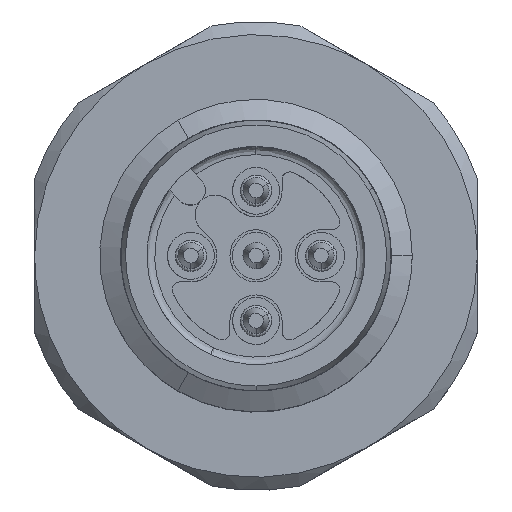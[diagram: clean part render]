
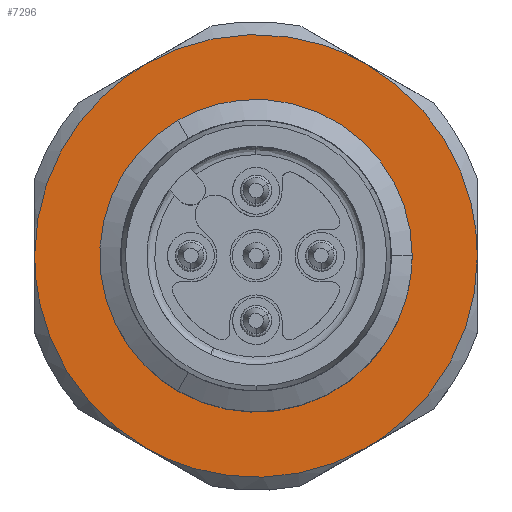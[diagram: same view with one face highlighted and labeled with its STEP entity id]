
A CAD part, top view. The second image highlights one B-rep face of the part: STEP entity #7296.
In plain terms, the highlighted planar face has unit normal (0, 0, 1).
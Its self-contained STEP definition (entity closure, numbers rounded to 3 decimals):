
#7185=AXIS2_PLACEMENT_3D('Plane Axis2P3D',#7182,#7183,#7184) ;
#7117=CARTESIAN_POINT('Vertex',(14.5,9.,27.35)) ;
#7123=CARTESIAN_POINT('Vertex',(5.5,3.804,27.35)) ;
#7127=CARTESIAN_POINT('Control Point',(5.5,3.804,27.35)) ;
#7128=CARTESIAN_POINT('Control Point',(14.5,-1.392,27.35)) ;
#7129=CARTESIAN_POINT('Control Point',(14.5,9.,27.35)) ;
#7148=CARTESIAN_POINT('Vertex',(5.5,14.196,27.35)) ;
#7152=CARTESIAN_POINT('Control Point',(14.5,9.,27.35)) ;
#7153=CARTESIAN_POINT('Control Point',(14.5,19.392,27.35)) ;
#7154=CARTESIAN_POINT('Control Point',(5.5,14.196,27.35)) ;
#7171=CARTESIAN_POINT('Control Point',(5.5,14.196,27.35)) ;
#7172=CARTESIAN_POINT('Control Point',(-3.5,9.,27.35)) ;
#7173=CARTESIAN_POINT('Control Point',(5.5,3.804,27.35)) ;
#7182=CARTESIAN_POINT('Axis2P3D Location',(21.272,12.422,27.35)) ;
#7188=CARTESIAN_POINT('Control Point',(12.75,1.639,27.35)) ;
#7189=CARTESIAN_POINT('Control Point',(12.003,1.208,27.35)) ;
#7190=CARTESIAN_POINT('Control Point',(11.202,0.871,27.35)) ;
#7191=CARTESIAN_POINT('Control Point',(10.367,0.641,27.35)) ;
#7192=CARTESIAN_POINT('Control Point',(8.623,0.392,27.35)) ;
#7193=CARTESIAN_POINT('Control Point',(6.929,0.579,27.35)) ;
#7194=CARTESIAN_POINT('Control Point',(6.096,0.783,27.35)) ;
#7195=CARTESIAN_POINT('Control Point',(5.24,1.108,27.35)) ;
#7196=CARTESIAN_POINT('Control Point',(4.469,1.516,27.35)) ;
#7197=CARTESIAN_POINT('Control Point',(4.395,1.556,27.35)) ;
#7198=CARTESIAN_POINT('Control Point',(4.322,1.597,27.35)) ;
#7199=CARTESIAN_POINT('Control Point',(4.25,1.639,27.35)) ;
#7200=CARTESIAN_POINT('Vertex',(12.75,1.639,27.35)) ;
#7202=CARTESIAN_POINT('Vertex',(4.25,1.639,27.35)) ;
#7206=CARTESIAN_POINT('Control Point',(17.,9.,27.35)) ;
#7207=CARTESIAN_POINT('Control Point',(17.,8.216,27.35)) ;
#7208=CARTESIAN_POINT('Control Point',(16.91,7.398,27.35)) ;
#7209=CARTESIAN_POINT('Control Point',(16.713,6.566,27.35)) ;
#7210=CARTESIAN_POINT('Control Point',(16.111,4.977,27.35)) ;
#7211=CARTESIAN_POINT('Control Point',(15.095,3.537,27.35)) ;
#7212=CARTESIAN_POINT('Control Point',(14.512,2.898,27.35)) ;
#7213=CARTESIAN_POINT('Control Point',(13.78,2.28,27.35)) ;
#7214=CARTESIAN_POINT('Control Point',(12.975,1.773,27.35)) ;
#7215=CARTESIAN_POINT('Control Point',(12.901,1.727,27.35)) ;
#7216=CARTESIAN_POINT('Control Point',(12.826,1.682,27.35)) ;
#7217=CARTESIAN_POINT('Control Point',(12.75,1.639,27.35)) ;
#7218=CARTESIAN_POINT('Vertex',(17.,9.,27.35)) ;
#7222=CARTESIAN_POINT('Control Point',(12.75,16.361,27.35)) ;
#7223=CARTESIAN_POINT('Control Point',(13.497,15.93,27.35)) ;
#7224=CARTESIAN_POINT('Control Point',(14.188,15.405,27.35)) ;
#7225=CARTESIAN_POINT('Control Point',(14.805,14.796,27.35)) ;
#7226=CARTESIAN_POINT('Control Point',(15.893,13.411,27.35)) ;
#7227=CARTESIAN_POINT('Control Point',(16.578,11.85,27.35)) ;
#7228=CARTESIAN_POINT('Control Point',(16.818,11.027,27.35)) ;
#7229=CARTESIAN_POINT('Control Point',(16.965,10.123,27.35)) ;
#7230=CARTESIAN_POINT('Control Point',(16.997,9.252,27.35)) ;
#7231=CARTESIAN_POINT('Control Point',(16.999,9.167,27.35)) ;
#7232=CARTESIAN_POINT('Control Point',(17.,9.083,27.35)) ;
#7233=CARTESIAN_POINT('Control Point',(17.,9.,27.35)) ;
#7234=CARTESIAN_POINT('Vertex',(12.75,16.361,27.35)) ;
#7238=CARTESIAN_POINT('Control Point',(4.25,16.361,27.35)) ;
#7239=CARTESIAN_POINT('Control Point',(4.929,16.753,27.35)) ;
#7240=CARTESIAN_POINT('Control Point',(5.682,17.084,27.35)) ;
#7241=CARTESIAN_POINT('Control Point',(6.502,17.33,27.35)) ;
#7242=CARTESIAN_POINT('Control Point',(8.178,17.603,27.35)) ;
#7243=CARTESIAN_POINT('Control Point',(9.934,17.443,27.35)) ;
#7244=CARTESIAN_POINT('Control Point',(10.779,17.257,27.35)) ;
#7245=CARTESIAN_POINT('Control Point',(11.68,16.933,27.35)) ;
#7246=CARTESIAN_POINT('Control Point',(12.521,16.489,27.35)) ;
#7247=CARTESIAN_POINT('Control Point',(12.598,16.448,27.35)) ;
#7248=CARTESIAN_POINT('Control Point',(12.674,16.405,27.35)) ;
#7249=CARTESIAN_POINT('Control Point',(12.75,16.361,27.35)) ;
#7250=CARTESIAN_POINT('Vertex',(4.25,16.361,27.35)) ;
#7254=CARTESIAN_POINT('Control Point',(0.,9.,27.35)) ;
#7255=CARTESIAN_POINT('Control Point',(0.,9.862,27.35)) ;
#7256=CARTESIAN_POINT('Control Point',(0.109,10.724,27.35)) ;
#7257=CARTESIAN_POINT('Control Point',(0.328,11.563,27.35)) ;
#7258=CARTESIAN_POINT('Control Point',(0.984,13.197,27.35)) ;
#7259=CARTESIAN_POINT('Control Point',(1.992,14.571,27.35)) ;
#7260=CARTESIAN_POINT('Control Point',(2.586,15.19,27.35)) ;
#7261=CARTESIAN_POINT('Control Point',(3.295,15.769,27.35)) ;
#7262=CARTESIAN_POINT('Control Point',(4.034,16.233,27.35)) ;
#7263=CARTESIAN_POINT('Control Point',(4.106,16.277,27.35)) ;
#7264=CARTESIAN_POINT('Control Point',(4.178,16.319,27.35)) ;
#7265=CARTESIAN_POINT('Control Point',(4.25,16.361,27.35)) ;
#7266=CARTESIAN_POINT('Vertex',(0.,9.,27.35)) ;
#7270=CARTESIAN_POINT('Control Point',(4.25,1.639,27.35)) ;
#7271=CARTESIAN_POINT('Control Point',(3.571,2.031,27.35)) ;
#7272=CARTESIAN_POINT('Control Point',(2.908,2.518,27.35)) ;
#7273=CARTESIAN_POINT('Control Point',(2.285,3.104,27.35)) ;
#7274=CARTESIAN_POINT('Control Point',(1.211,4.42,27.35)) ;
#7275=CARTESIAN_POINT('Control Point',(0.471,6.02,27.35)) ;
#7276=CARTESIAN_POINT('Control Point',(0.21,6.845,27.35)) ;
#7277=CARTESIAN_POINT('Control Point',(0.04,7.787,27.35)) ;
#7278=CARTESIAN_POINT('Control Point',(0.003,8.738,27.35)) ;
#7279=CARTESIAN_POINT('Control Point',(0.001,8.825,27.35)) ;
#7280=CARTESIAN_POINT('Control Point',(0.,8.913,27.35)) ;
#7281=CARTESIAN_POINT('Control Point',(0.,9.,27.35)) ;
#7183=DIRECTION('Axis2P3D Direction',(0.,0.,1.)) ;
#7184=DIRECTION('Axis2P3D XDirection',(-0.866,0.5,0.)) ;
#7284=ORIENTED_EDGE('',*,*,#7204,.F.) ;
#7285=ORIENTED_EDGE('',*,*,#7220,.F.) ;
#7286=ORIENTED_EDGE('',*,*,#7236,.F.) ;
#7287=ORIENTED_EDGE('',*,*,#7252,.F.) ;
#7288=ORIENTED_EDGE('',*,*,#7268,.F.) ;
#7289=ORIENTED_EDGE('',*,*,#7282,.F.) ;
#7292=ORIENTED_EDGE('',*,*,#7130,.F.) ;
#7293=ORIENTED_EDGE('',*,*,#7174,.F.) ;
#7294=ORIENTED_EDGE('',*,*,#7155,.F.) ;
#7295=FACE_BOUND('',#7291,.T.) ;
#7296=ADVANCED_FACE('Hauptk\X2\00F6\X0\rper',(#7290,#7295),#7186,.T.) ;
#7187=B_SPLINE_CURVE_WITH_KNOTS('',5,(#7188,#7189,#7190,#7191,#7192,#7193,#7194,#7195,#7196,#7197,#7198,#7199),.UNSPECIFIED.,.F.,.U.,(6,3,3,6),(0.,6.095,12.568,13.263),.UNSPECIFIED.) ;
#7205=B_SPLINE_CURVE_WITH_KNOTS('',5,(#7206,#7207,#7208,#7209,#7210,#7211,#7212,#7213,#7214,#7215,#7216,#7217),.UNSPECIFIED.,.F.,.U.,(6,3,3,6),(0.,6.535,12.646,13.264),.UNSPECIFIED.) ;
#7221=B_SPLINE_CURVE_WITH_KNOTS('',5,(#7222,#7223,#7224,#7225,#7226,#7227,#7228,#7229,#7230,#7231,#7232,#7233),.UNSPECIFIED.,.F.,.U.,(6,3,3,6),(0.,6.095,12.568,13.263),.UNSPECIFIED.) ;
#7237=B_SPLINE_CURVE_WITH_KNOTS('',5,(#7238,#7239,#7240,#7241,#7242,#7243,#7244,#7245,#7246,#7247,#7248,#7249),.UNSPECIFIED.,.F.,.U.,(6,3,3,6),(0.,6.535,12.646,13.264),.UNSPECIFIED.) ;
#7253=B_SPLINE_CURVE_WITH_KNOTS('',5,(#7254,#7255,#7256,#7257,#7258,#7259,#7260,#7261,#7262,#7263,#7264,#7265),.UNSPECIFIED.,.F.,.U.,(6,3,3,6),(0.,6.095,12.568,13.263),.UNSPECIFIED.) ;
#7269=B_SPLINE_CURVE_WITH_KNOTS('',5,(#7270,#7271,#7272,#7273,#7274,#7275,#7276,#7277,#7278,#7279,#7280,#7281),.UNSPECIFIED.,.F.,.U.,(6,3,3,6),(0.,6.535,12.646,13.264),.UNSPECIFIED.) ;
#7130=EDGE_CURVE('',#7124,#7118,#7126,.T.) ;
#7155=EDGE_CURVE('',#7118,#7149,#7151,.T.) ;
#7174=EDGE_CURVE('',#7149,#7124,#7170,.T.) ;
#7204=EDGE_CURVE('',#7201,#7203,#7187,.T.) ;
#7220=EDGE_CURVE('',#7219,#7201,#7205,.T.) ;
#7236=EDGE_CURVE('',#7235,#7219,#7221,.T.) ;
#7252=EDGE_CURVE('',#7251,#7235,#7237,.T.) ;
#7268=EDGE_CURVE('',#7267,#7251,#7253,.T.) ;
#7282=EDGE_CURVE('',#7203,#7267,#7269,.T.) ;
#7283=EDGE_LOOP('',(#7284,#7285,#7286,#7287,#7288,#7289)) ;
#7291=EDGE_LOOP('',(#7292,#7293,#7294)) ;
#7290=FACE_OUTER_BOUND('',#7283,.T.) ;
#7186=PLANE('',#7185) ;
#7118=VERTEX_POINT('',#7117) ;
#7124=VERTEX_POINT('',#7123) ;
#7149=VERTEX_POINT('',#7148) ;
#7201=VERTEX_POINT('',#7200) ;
#7203=VERTEX_POINT('',#7202) ;
#7219=VERTEX_POINT('',#7218) ;
#7235=VERTEX_POINT('',#7234) ;
#7251=VERTEX_POINT('',#7250) ;
#7267=VERTEX_POINT('',#7266) ;
#7126=(BOUNDED_CURVE()B_SPLINE_CURVE(2,(#7127,#7128,#7129),.UNSPECIFIED.,.F.,.U.)B_SPLINE_CURVE_WITH_KNOTS((3,3),(0.,20.785),.UNSPECIFIED.)CURVE()GEOMETRIC_REPRESENTATION_ITEM()RATIONAL_B_SPLINE_CURVE((1.,0.5,1.))REPRESENTATION_ITEM('')) ;
#7151=(BOUNDED_CURVE()B_SPLINE_CURVE(2,(#7152,#7153,#7154),.UNSPECIFIED.,.F.,.U.)B_SPLINE_CURVE_WITH_KNOTS((3,3),(20.785,41.569),.UNSPECIFIED.)CURVE()GEOMETRIC_REPRESENTATION_ITEM()RATIONAL_B_SPLINE_CURVE((1.,0.5,1.))REPRESENTATION_ITEM('')) ;
#7170=(BOUNDED_CURVE()B_SPLINE_CURVE(2,(#7171,#7172,#7173),.UNSPECIFIED.,.F.,.U.)B_SPLINE_CURVE_WITH_KNOTS((3,3),(41.569,62.354),.UNSPECIFIED.)CURVE()GEOMETRIC_REPRESENTATION_ITEM()RATIONAL_B_SPLINE_CURVE((1.,0.5,1.))REPRESENTATION_ITEM('')) ;
